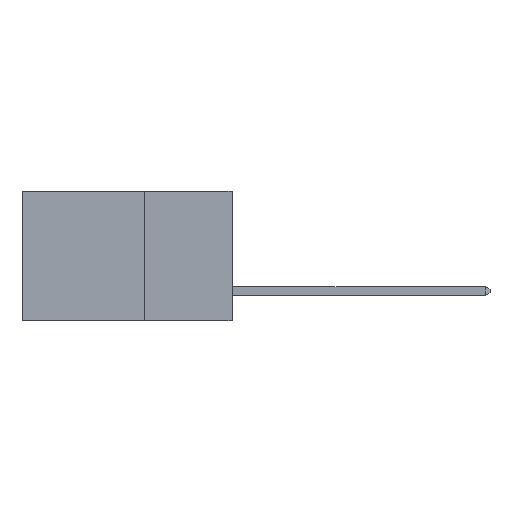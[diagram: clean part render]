
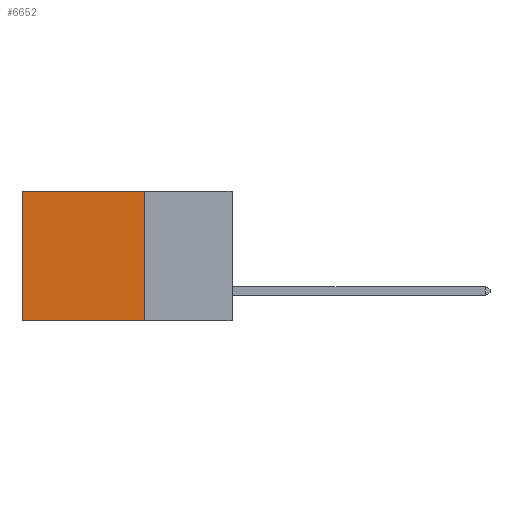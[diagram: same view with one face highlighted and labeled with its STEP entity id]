
A CAD part, left-side view. The second image highlights one B-rep face of the part: STEP entity #6652.
In plain terms, the highlighted planar face has unit normal (-1, 0, 0).
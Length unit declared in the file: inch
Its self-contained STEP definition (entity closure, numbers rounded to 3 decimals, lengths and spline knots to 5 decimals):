
#96 = AXIS2_PLACEMENT_3D ( 'NONE', #649, #643, #598 ) ;
#101 = CARTESIAN_POINT ( 'NONE',  ( 0.2875, 0.25, -0.37 ) ) ;
#598 = DIRECTION ( 'NONE',  ( 0., 0., -1. ) ) ;
#643 = DIRECTION ( 'NONE',  ( 1., 0., 0. ) ) ;
#649 = CARTESIAN_POINT ( 'NONE',  ( 0.2875, 0.25, 0. ) ) ;
#792 = PLANE ( 'NONE',  #96 ) ;
#2175 = CARTESIAN_POINT ( 'NONE',  ( 0.2875, 0.25, 0. ) ) ;
#4252 = ORIENTED_EDGE ( 'NONE', *, *, #17365, .T. ) ;
#4861 = LINE ( 'NONE', #2175, #9098 ) ;
#4917 = CARTESIAN_POINT ( 'NONE',  ( 0.2875, 0.25, -0.37 ) ) ;
#5017 = DIRECTION ( 'NONE',  ( 0., 0., -1. ) ) ;
#6218 = VECTOR ( 'NONE', #9703, 39.37008 ) ;
#6341 = CARTESIAN_POINT ( 'NONE',  ( 0.2875, 0.6, -0.37 ) ) ;
#6652 = ADVANCED_FACE ( 'NONE', ( #8175 ), #792, .F. ) ;
#7455 = DIRECTION ( 'NONE',  ( 0., 0., -1. ) ) ;
#8175 = FACE_OUTER_BOUND ( 'NONE', #12497, .T. ) ;
#9010 = EDGE_CURVE ( 'NONE', #19192, #9931, #4861, .T. ) ;
#9098 = VECTOR ( 'NONE', #11681, 39.37008 ) ;
#9703 = DIRECTION ( 'NONE',  ( 0., 1., 0. ) ) ;
#9931 = VERTEX_POINT ( 'NONE', #16225 ) ;
#10259 = ORIENTED_EDGE ( 'NONE', *, *, #9010, .T. ) ;
#11113 = VERTEX_POINT ( 'NONE', #101 ) ;
#11355 = CARTESIAN_POINT ( 'NONE',  ( 0.2875, 0.25, 0. ) ) ;
#11652 = LINE ( 'NONE', #11355, #15356 ) ;
#11681 = DIRECTION ( 'NONE',  ( 0., 1., 0. ) ) ;
#11799 = EDGE_CURVE ( 'NONE', #11113, #13839, #15189, .T. ) ;
#11976 = LINE ( 'NONE', #13790, #15677 ) ;
#12497 = EDGE_LOOP ( 'NONE', ( #4252, #16014, #18126, #10259 ) ) ;
#13790 = CARTESIAN_POINT ( 'NONE',  ( 0.2875, 0.6, 0. ) ) ;
#13839 = VERTEX_POINT ( 'NONE', #6341 ) ;
#13986 = EDGE_CURVE ( 'NONE', #19192, #11113, #11652, .T. ) ;
#15189 = LINE ( 'NONE', #4917, #6218 ) ;
#15356 = VECTOR ( 'NONE', #5017, 39.37008 ) ;
#15677 = VECTOR ( 'NONE', #7455, 39.37008 ) ;
#16014 = ORIENTED_EDGE ( 'NONE', *, *, #11799, .F. ) ;
#16225 = CARTESIAN_POINT ( 'NONE',  ( 0.2875, 0.6, 0. ) ) ;
#17365 = EDGE_CURVE ( 'NONE', #9931, #13839, #11976, .T. ) ;
#18126 = ORIENTED_EDGE ( 'NONE', *, *, #13986, .F. ) ;
#18397 = CARTESIAN_POINT ( 'NONE',  ( 0.2875, 0.25, 0. ) ) ;
#19192 = VERTEX_POINT ( 'NONE', #18397 ) ;
